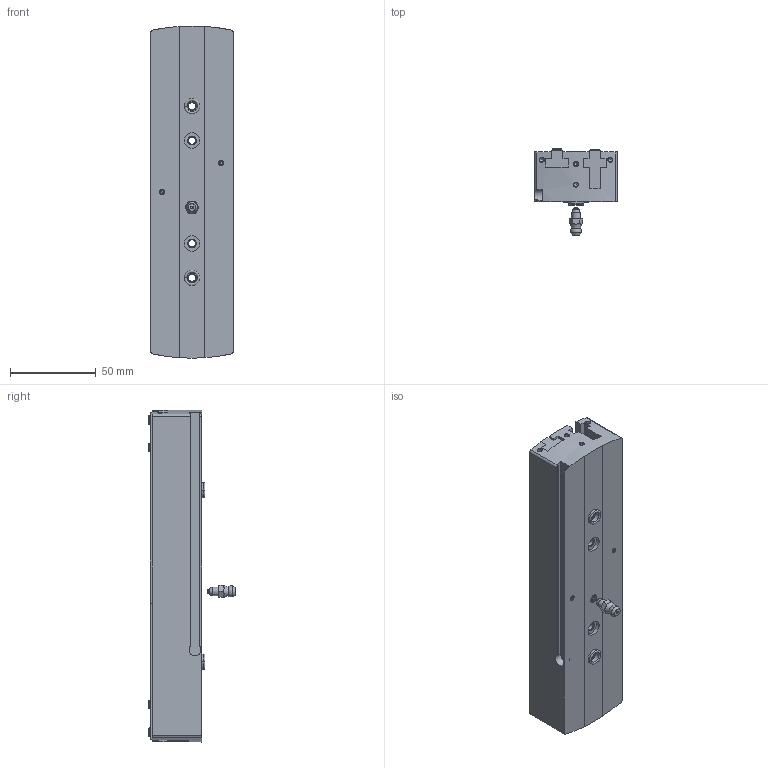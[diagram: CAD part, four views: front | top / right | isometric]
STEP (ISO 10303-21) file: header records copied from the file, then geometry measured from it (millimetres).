
FILE_DESCRIPTION(/* description */ ('STEP AP214'),/* implementation_level */ '2;1');
FILE_NAME(/* name */ '3361482_HGPL-14-80-A-B',/* time_stamp */ '2024-08-21T13:20:21+02:00',/* author */ ('License CC BY-ND 4.0'),/* organization */ ('CADENAS'),/* preprocessor_version */ 'ST-DEVELOPER v19.3',/* originating_system */ 'PARTsolutions',/* authorisation */ ' ');
FILE_SCHEMA (('AUTOMOTIVE_DESIGN {1 0 10303 214 3 1 1}'));
Length unit declared in the file: millimetre
Products named in the file (8): 3361482 HGPL-14-80-A-B---(0); 3392491 HGPL-14-80-A-B---(GEH); 3393029 HGPL-BAC-14-80---(J); 8146543 ZBH-5-B; DIN-913 - M3x3; DIN-913 - M5x5; DIN-71412 A M5x0.8/SW7(F); 8137184 ZBH-9-B
Assembly tree (14 placements, depth 2):
  3361482 HGPL-14-80-A-B---(0)
    3392491 HGPL-14-80-A-B---(GEH)
    3393029 HGPL-BAC-14-80---(J)  x2
    8146543 ZBH-5-B  x4
    DIN-913 - M3x3  x2
    DIN-913 - M5x5  x2
    DIN-71412 A M5x0.8/SW7(F)
    8137184 ZBH-9-B  x2
Bounding box: 48 x 50.47 x 193.57 mm (x, y, z)
Volume: 199508.8 mm3; surface area: 82554.4 mm2
Topology: 14 solids, 14 shells, 370 faces, 824 edges, 519 vertices
Faces by surface type: plane 170, cylinder 101, cone 81, torus 16, sphere 2
Full cylindrical faces by diameter (mm): 1.25 x1, 1.5 x1, 2 x2, 2.459 x12, 2.5 x1, 3 x3, 4.134 x7, 4.2 x4, 5 x13, 7.4 x4, 9 x4, 12 x1, 15 x4
Entity records: 7666 total; most frequent: CARTESIAN_POINT 1599, DIRECTION 1225, ORIENTED_EDGE 1054, EDGE_CURVE 527, AXIS2_PLACEMENT_3D 505, FACE_BOUND 417, EDGE_LOOP 407, VERTEX_POINT 392
